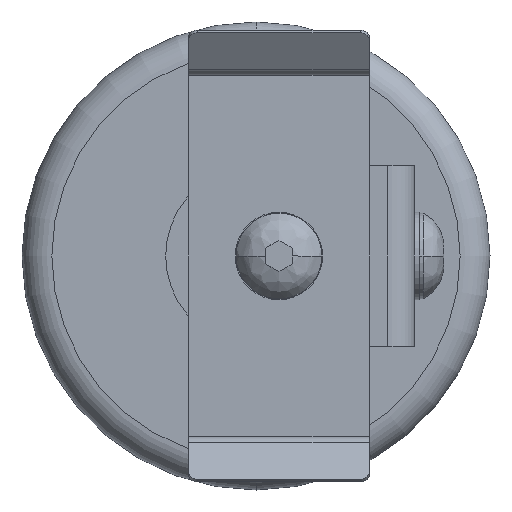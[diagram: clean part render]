
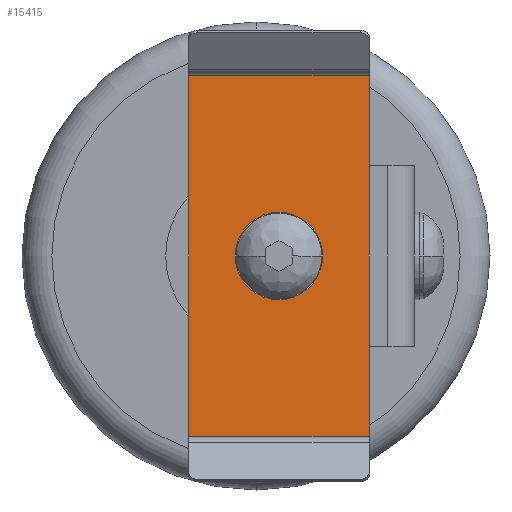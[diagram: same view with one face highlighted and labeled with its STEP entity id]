
A CAD part, front view. The second image highlights one B-rep face of the part: STEP entity #15415.
In plain terms, the highlighted planar face has unit normal (0, -1, 0).
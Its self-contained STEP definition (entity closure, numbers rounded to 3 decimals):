
#13050=DIRECTION('',(1.,0.,0.));
#13051=VECTOR('',#13050,20.);
#13052=CARTESIAN_POINT('',(-10.,-0.5,-23.411));
#13053=LINE('',#13052,#13051);
#13054=DIRECTION('',(0.,0.,1.));
#13055=VECTOR('',#13054,46.821);
#13056=CARTESIAN_POINT('',(-10.,-0.5,-23.411));
#13057=LINE('',#13056,#13055);
#13058=DIRECTION('',(0.,0.,-1.));
#13059=VECTOR('',#13058,46.821);
#13060=CARTESIAN_POINT('',(10.,-0.5,23.411));
#13061=LINE('',#13060,#13059);
#13062=CARTESIAN_POINT('',(0.,-0.5,0.));
#13063=DIRECTION('',(0.,1.,0.));
#13064=DIRECTION('',(-1.,0.,0.));
#13065=AXIS2_PLACEMENT_3D('',#13062,#13063,#13064);
#13067=CARTESIAN_POINT('',(0.,-0.5,0.));
#13068=DIRECTION('',(0.,1.,0.));
#13069=DIRECTION('',(1.,0.,0.));
#13070=AXIS2_PLACEMENT_3D('',#13067,#13068,#13069);
#13072=DIRECTION('',(-1.,0.,0.));
#13073=VECTOR('',#13072,20.);
#13074=CARTESIAN_POINT('',(10.,-0.5,23.411));
#13075=LINE('',#13074,#13073);
#13908=CARTESIAN_POINT('',(10.,-0.5,23.411));
#13909=VERTEX_POINT('',#13908);
#13910=CARTESIAN_POINT('',(-10.,-0.5,23.411));
#13911=VERTEX_POINT('',#13910);
#13938=CARTESIAN_POINT('',(-10.,-0.5,-23.411));
#13939=VERTEX_POINT('',#13938);
#13940=CARTESIAN_POINT('',(10.,-0.5,-23.411));
#13941=VERTEX_POINT('',#13940);
#14090=CARTESIAN_POINT('',(-4.839,-0.5,0.));
#14091=CARTESIAN_POINT('',(4.839,-0.5,0.));
#14092=VERTEX_POINT('',#14090);
#14093=VERTEX_POINT('',#14091);
#15397=CARTESIAN_POINT('',(0.,-0.5,0.));
#15398=DIRECTION('',(0.,1.,0.));
#15399=DIRECTION('',(1.,0.,0.));
#15400=AXIS2_PLACEMENT_3D('',#15397,#15398,#15399);
#15401=PLANE('',#15400);
#15402=ORIENTED_EDGE('',*,*,#15390,.F.);
#15403=ORIENTED_EDGE('',*,*,#15250,.T.);
#15405=ORIENTED_EDGE('',*,*,#15404,.F.);
#15406=ORIENTED_EDGE('',*,*,#15306,.T.);
#15407=EDGE_LOOP('',(#15402,#15403,#15405,#15406));
#15408=FACE_OUTER_BOUND('',#15407,.F.);
#15410=ORIENTED_EDGE('',*,*,#15409,.F.);
#15412=ORIENTED_EDGE('',*,*,#15411,.F.);
#15413=EDGE_LOOP('',(#15410,#15412));
#15414=FACE_BOUND('',#15413,.F.);
#15415=ADVANCED_FACE('',(#15408,#15414),#15401,.F.);
#13066=CIRCLE('',#13065,4.839);
#13071=CIRCLE('',#13070,4.839);
#15250=EDGE_CURVE('',#13939,#13911,#13057,.T.);
#15306=EDGE_CURVE('',#13909,#13941,#13061,.T.);
#15390=EDGE_CURVE('',#13939,#13941,#13053,.T.);
#15404=EDGE_CURVE('',#13909,#13911,#13075,.T.);
#15409=EDGE_CURVE('',#14092,#14093,#13066,.T.);
#15411=EDGE_CURVE('',#14093,#14092,#13071,.T.);
